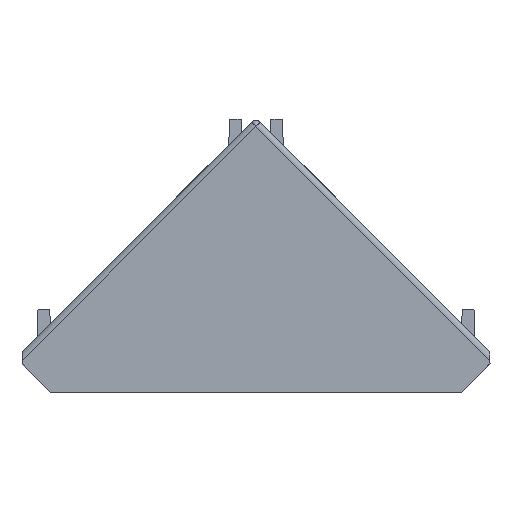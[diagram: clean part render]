
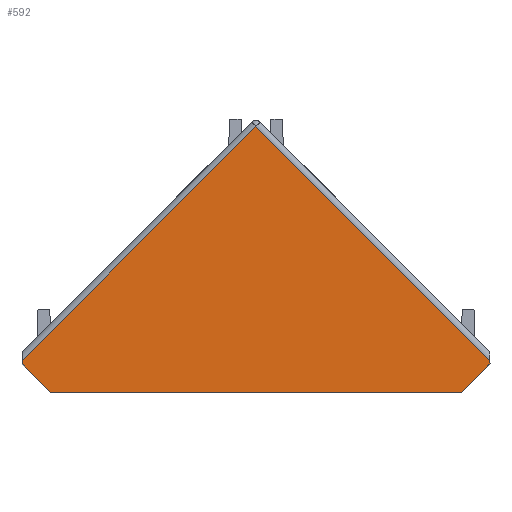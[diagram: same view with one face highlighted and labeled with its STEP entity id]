
A CAD part, top view. The second image highlights one B-rep face of the part: STEP entity #592.
In plain terms, the highlighted planar face has unit normal (0, 0.009, 1).
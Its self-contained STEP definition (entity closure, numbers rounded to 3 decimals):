
#419 = EDGE_CURVE ( 'NONE', #1464, #4415, #2676, .T. ) ;
#541 = EDGE_CURVE ( 'NONE', #3299, #4318, #3175, .T. ) ;
#566 = EDGE_CURVE ( 'NONE', #978, #4319, #4535, .T. ) ;
#574 = EDGE_CURVE ( 'NONE', #4319, #1464, #3264, .T. ) ;
#589 = EDGE_CURVE ( 'NONE', #4415, #833, #3273, .T. ) ;
#592 = ADVANCED_FACE ( 'NONE', ( #3835 ), #2457, .T. ) ;
#598 = EDGE_CURVE ( 'NONE', #833, #3299, #1910, .T. ) ;
#610 = EDGE_CURVE ( 'NONE', #4318, #978, #2830, .T. ) ;
#833 = VERTEX_POINT ( 'NONE', #2014 ) ;
#909 = VECTOR ( 'NONE', #4260, 1000. ) ;
#978 = VERTEX_POINT ( 'NONE', #1535 ) ;
#999 = DIRECTION ( 'NONE',  ( 0., 1., -0.009 ) ) ;
#1036 = ORIENTED_EDGE ( 'NONE', *, *, #574, .T. ) ;
#1055 = CARTESIAN_POINT ( 'NONE',  ( 19.299, 2.328, 13.98 ) ) ;
#1140 = ORIENTED_EDGE ( 'NONE', *, *, #419, .T. ) ;
#1321 = ORIENTED_EDGE ( 'NONE', *, *, #598, .T. ) ;
#1464 = VERTEX_POINT ( 'NONE', #1055 ) ;
#1535 = CARTESIAN_POINT ( 'NONE',  ( -16.971, 0., 14. ) ) ;
#1709 = VECTOR ( 'NONE', #2853, 1000. ) ;
#1766 = ORIENTED_EDGE ( 'NONE', *, *, #589, .T. ) ;
#1905 = VECTOR ( 'NONE', #2323, 1000. ) ;
#1910 = LINE ( 'NONE', #2393, #1905 ) ;
#1952 = EDGE_LOOP ( 'NONE', ( #2620, #2988, #3313, #1036, #1140, #1766, #1321 ) ) ;
#2014 = CARTESIAN_POINT ( 'NONE',  ( 0., 21.925, 13.809 ) ) ;
#2029 = CARTESIAN_POINT ( 'NONE',  ( 19.299, 2.626, 13.977 ) ) ;
#2049 = CARTESIAN_POINT ( 'NONE',  ( -19.299, 2.328, 13.98 ) ) ;
#2093 = DIRECTION ( 'NONE',  ( 0.707, -0.707, 0.006 ) ) ;
#2113 = CARTESIAN_POINT ( 'NONE',  ( 16.971, 0., 14. ) ) ;
#2122 = CARTESIAN_POINT ( 'NONE',  ( -19.299, 2.328, 13.98 ) ) ;
#2323 = DIRECTION ( 'NONE',  ( -0.707, -0.707, 0.006 ) ) ;
#2342 = DIRECTION ( 'NONE',  ( 0., -1., 0.009 ) ) ;
#2350 = DIRECTION ( 'NONE',  ( 0., 0.009, 1. ) ) ;
#2393 = CARTESIAN_POINT ( 'NONE',  ( 0., 21.925, 13.809 ) ) ;
#2423 = CARTESIAN_POINT ( 'NONE',  ( -16.971, 0., 14. ) ) ;
#2457 = PLANE ( 'NONE',  #4165 ) ;
#2463 = CARTESIAN_POINT ( 'NONE',  ( 19.299, 2.626, 13.977 ) ) ;
#2620 = ORIENTED_EDGE ( 'NONE', *, *, #541, .T. ) ;
#2623 = DIRECTION ( 'NONE',  ( 0.707, 0.707, -0.006 ) ) ;
#2676 = LINE ( 'NONE', #2860, #4143 ) ;
#2720 = CARTESIAN_POINT ( 'NONE',  ( 16.971, 0., 14. ) ) ;
#2799 = CARTESIAN_POINT ( 'NONE',  ( -16.971, 0., 14. ) ) ;
#2830 = LINE ( 'NONE', #2049, #3320 ) ;
#2853 = DIRECTION ( 'NONE',  ( 1., 0., 0. ) ) ;
#2860 = CARTESIAN_POINT ( 'NONE',  ( 19.299, 2.328, 13.98 ) ) ;
#2988 = ORIENTED_EDGE ( 'NONE', *, *, #610, .T. ) ;
#3175 = LINE ( 'NONE', #3667, #4449 ) ;
#3264 = LINE ( 'NONE', #2720, #4077 ) ;
#3273 = LINE ( 'NONE', #2463, #909 ) ;
#3299 = VERTEX_POINT ( 'NONE', #3495 ) ;
#3313 = ORIENTED_EDGE ( 'NONE', *, *, #566, .T. ) ;
#3320 = VECTOR ( 'NONE', #2093, 1000. ) ;
#3495 = CARTESIAN_POINT ( 'NONE',  ( -19.299, 2.626, 13.977 ) ) ;
#3585 = DIRECTION ( 'NONE',  ( 0., -1., 0.009 ) ) ;
#3667 = CARTESIAN_POINT ( 'NONE',  ( -19.299, 2.626, 13.977 ) ) ;
#3835 = FACE_OUTER_BOUND ( 'NONE', #1952, .T. ) ;
#4077 = VECTOR ( 'NONE', #2623, 1000. ) ;
#4143 = VECTOR ( 'NONE', #999, 1000. ) ;
#4165 = AXIS2_PLACEMENT_3D ( 'NONE', #2423, #2350, #2342 ) ;
#4260 = DIRECTION ( 'NONE',  ( -0.707, 0.707, -0.006 ) ) ;
#4318 = VERTEX_POINT ( 'NONE', #2122 ) ;
#4319 = VERTEX_POINT ( 'NONE', #2113 ) ;
#4415 = VERTEX_POINT ( 'NONE', #2029 ) ;
#4449 = VECTOR ( 'NONE', #3585, 1000. ) ;
#4535 = LINE ( 'NONE', #2799, #1709 ) ;
